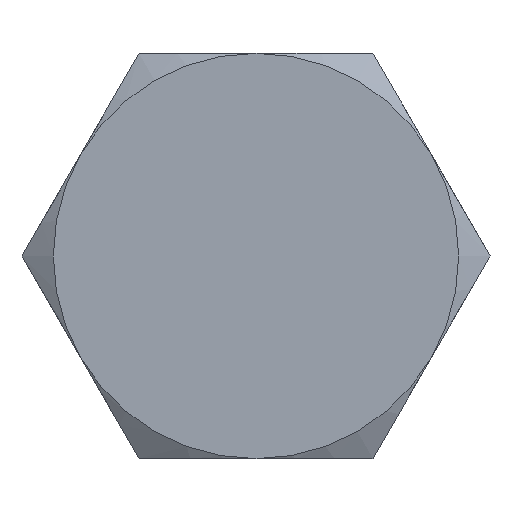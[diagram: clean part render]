
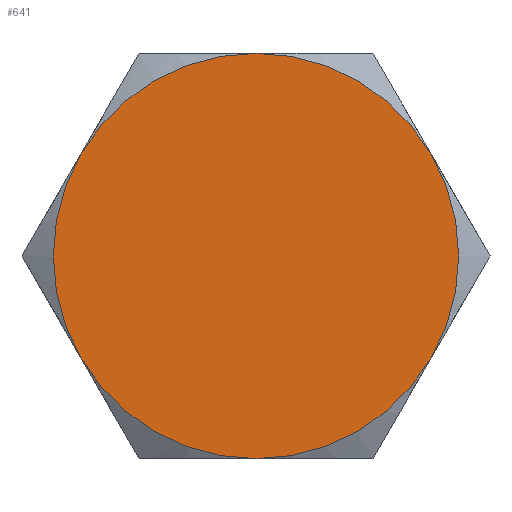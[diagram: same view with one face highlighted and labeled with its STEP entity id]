
A CAD part, left-side view. The second image highlights one B-rep face of the part: STEP entity #641.
In plain terms, the highlighted planar face has unit normal (-1, 0, 0).
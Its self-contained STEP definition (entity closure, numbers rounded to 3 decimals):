
#25 = EDGE_CURVE ( 'NONE', #331, #784, #576, .T. ) ;
#31 = DIRECTION ( 'NONE',  ( 0., 0., -1. ) ) ;
#65 = AXIS2_PLACEMENT_3D ( 'NONE', #93, #706, #218 ) ;
#76 = CIRCLE ( 'NONE', #876, 8. ) ;
#93 = CARTESIAN_POINT ( 'NONE',  ( 0., 0., 0. ) ) ;
#132 = ORIENTED_EDGE ( 'NONE', *, *, #726, .F. ) ;
#150 = CIRCLE ( 'NONE', #294, 8. ) ;
#160 = EDGE_CURVE ( 'NONE', #658, #879, #150, .T. ) ;
#163 = ORIENTED_EDGE ( 'NONE', *, *, #279, .F. ) ;
#201 = CARTESIAN_POINT ( 'NONE',  ( 0., -6.928, 4. ) ) ;
#204 = CARTESIAN_POINT ( 'NONE',  ( 0., 0., 0. ) ) ;
#218 = DIRECTION ( 'NONE',  ( 0., 0., -1. ) ) ;
#241 = CARTESIAN_POINT ( 'NONE',  ( 0., 0., 0. ) ) ;
#260 = EDGE_CURVE ( 'NONE', #347, #331, #666, .T. ) ;
#274 = ORIENTED_EDGE ( 'NONE', *, *, #482, .F. ) ;
#279 = EDGE_CURVE ( 'NONE', #784, #740, #76, .T. ) ;
#294 = AXIS2_PLACEMENT_3D ( 'NONE', #809, #734, #325 ) ;
#308 = CARTESIAN_POINT ( 'NONE',  ( 0., 6.928, -4. ) ) ;
#313 = CARTESIAN_POINT ( 'NONE',  ( 0., 0., 8. ) ) ;
#315 = PLANE ( 'NONE',  #434 ) ;
#325 = DIRECTION ( 'NONE',  ( 0., 0., 1. ) ) ;
#331 = VERTEX_POINT ( 'NONE', #339 ) ;
#339 = CARTESIAN_POINT ( 'NONE',  ( 0., -6.928, -4. ) ) ;
#347 = VERTEX_POINT ( 'NONE', #201 ) ;
#359 = ORIENTED_EDGE ( 'NONE', *, *, #260, .F. ) ;
#385 = CARTESIAN_POINT ( 'NONE',  ( 0., 0., -8. ) ) ;
#395 = EDGE_LOOP ( 'NONE', ( #163, #621, #359, #132, #774, #274 ) ) ;
#434 = AXIS2_PLACEMENT_3D ( 'NONE', #519, #790, #584 ) ;
#448 = DIRECTION ( 'NONE',  ( 0., 0., -1. ) ) ;
#451 = DIRECTION ( 'NONE',  ( 1., 0., 0. ) ) ;
#465 = AXIS2_PLACEMENT_3D ( 'NONE', #241, #649, #448 ) ;
#466 = FACE_OUTER_BOUND ( 'NONE', #395, .T. ) ;
#468 = DIRECTION ( 'NONE',  ( 1., 0., 0. ) ) ;
#482 = EDGE_CURVE ( 'NONE', #740, #879, #553, .T. ) ;
#519 = CARTESIAN_POINT ( 'NONE',  ( 0., 9.238, 0. ) ) ;
#553 = CIRCLE ( 'NONE', #738, 8. ) ;
#564 = DIRECTION ( 'NONE',  ( 1., 0., 0. ) ) ;
#576 = CIRCLE ( 'NONE', #65, 8. ) ;
#583 = AXIS2_PLACEMENT_3D ( 'NONE', #662, #451, #732 ) ;
#584 = DIRECTION ( 'NONE',  ( 0., 0., -1. ) ) ;
#596 = CARTESIAN_POINT ( 'NONE',  ( 0., 6.928, 4. ) ) ;
#621 = ORIENTED_EDGE ( 'NONE', *, *, #25, .F. ) ;
#641 = ADVANCED_FACE ( 'NONE', ( #466 ), #315, .F. ) ;
#649 = DIRECTION ( 'NONE',  ( 1., 0., 0. ) ) ;
#658 = VERTEX_POINT ( 'NONE', #313 ) ;
#662 = CARTESIAN_POINT ( 'NONE',  ( 0., 0., 0. ) ) ;
#666 = CIRCLE ( 'NONE', #583, 8. ) ;
#702 = CIRCLE ( 'NONE', #465, 8. ) ;
#706 = DIRECTION ( 'NONE',  ( 1., 0., 0. ) ) ;
#710 = CARTESIAN_POINT ( 'NONE',  ( 0., 0., 0. ) ) ;
#726 = EDGE_CURVE ( 'NONE', #658, #347, #702, .T. ) ;
#732 = DIRECTION ( 'NONE',  ( 0., 0., -1. ) ) ;
#734 = DIRECTION ( 'NONE',  ( -1., 0., 0. ) ) ;
#738 = AXIS2_PLACEMENT_3D ( 'NONE', #710, #564, #31 ) ;
#740 = VERTEX_POINT ( 'NONE', #308 ) ;
#749 = DIRECTION ( 'NONE',  ( 0., 0., -1. ) ) ;
#774 = ORIENTED_EDGE ( 'NONE', *, *, #160, .T. ) ;
#784 = VERTEX_POINT ( 'NONE', #385 ) ;
#790 = DIRECTION ( 'NONE',  ( 1., 0., 0. ) ) ;
#809 = CARTESIAN_POINT ( 'NONE',  ( 0., 0., 0. ) ) ;
#876 = AXIS2_PLACEMENT_3D ( 'NONE', #204, #468, #749 ) ;
#879 = VERTEX_POINT ( 'NONE', #596 ) ;
